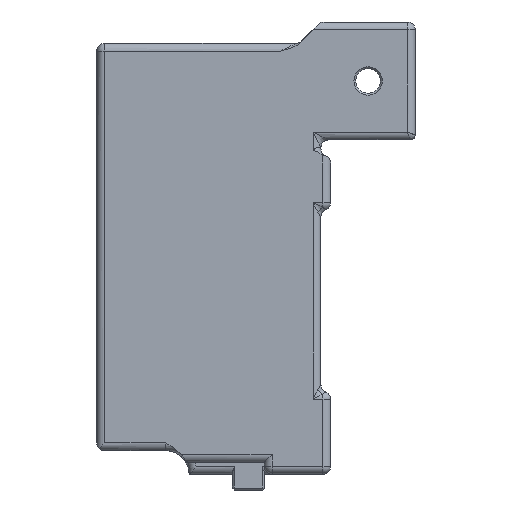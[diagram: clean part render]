
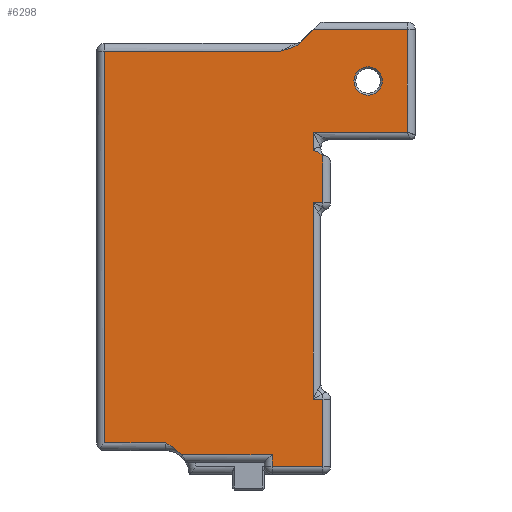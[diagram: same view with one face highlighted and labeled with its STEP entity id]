
A CAD part, left-side view. The second image highlights one B-rep face of the part: STEP entity #6298.
In plain terms, the highlighted planar face has unit normal (-1, 0, 0).
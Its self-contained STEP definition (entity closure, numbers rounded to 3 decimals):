
#185=B_SPLINE_CURVE_WITH_KNOTS('',3,(#8780,#8781,#8782,#8783,#8784,#8785,
#8786,#8787,#8788,#8789,#8790,#8791),.UNSPECIFIED.,.F.,.F.,(4,2,2,2,2,4),
(-0.305,-0.304,-0.234,-0.155,
-0.077,0.),.UNSPECIFIED.);
#337=B_SPLINE_CURVE_WITH_KNOTS('',3,(#11625,#11626,#11627,#11628,#11629,
#11630,#11631,#11632,#11633,#11634,#11635,#11636),.UNSPECIFIED.,.F.,.F.,
(4,2,2,2,2,4),(-0.437,-0.436,-0.409,
-0.221,-0.043,0.),.UNSPECIFIED.);
#354=B_SPLINE_CURVE_WITH_KNOTS('',3,(#12428,#12429,#12430,#12431,#12432,
#12433),.UNSPECIFIED.,.F.,.F.,(4,2,4),(3.265,3.463,
3.744),.UNSPECIFIED.);
#495=FACE_BOUND('',#1410,.T.);
#607=CIRCLE('',#6662,3.6);
#1022=FACE_OUTER_BOUND('',#1409,.T.);
#1409=EDGE_LOOP('',(#5614,#5615,#5616,#5617,#5618,#5619,#5620,#5621,#5622,
#5623,#5624,#5625,#5626,#5627,#5628,#5629,#5630,#5631,#5632));
#1410=EDGE_LOOP('',(#5633));
#1519=LINE('',#8551,#2043);
#1521=LINE('',#8568,#2045);
#1532=LINE('',#8626,#2056);
#1541=LINE('',#8664,#2065);
#1546=LINE('',#8932,#2070);
#1553=LINE('',#9064,#2077);
#1585=LINE('',#9244,#2109);
#1589=LINE('',#9270,#2113);
#1847=LINE('',#11289,#2371);
#1859=LINE('',#11348,#2383);
#1863=LINE('',#11374,#2387);
#1871=LINE('',#11422,#2395);
#1902=LINE('',#11583,#2426);
#1946=LINE('',#12438,#2470);
#1952=LINE('',#12505,#2476);
#1953=LINE('',#12507,#2477);
#2043=VECTOR('',#6990,10.);
#2045=VECTOR('',#7004,10.);
#2056=VECTOR('',#7051,10.);
#2065=VECTOR('',#7094,10.);
#2070=VECTOR('',#7131,10.);
#2077=VECTOR('',#7166,10.);
#2109=VECTOR('',#7272,10.);
#2113=VECTOR('',#7288,10.);
#2371=VECTOR('',#7774,10.);
#2383=VECTOR('',#7830,10.);
#2387=VECTOR('',#7862,10.);
#2395=VECTOR('',#7898,10.);
#2426=VECTOR('',#8027,10.);
#2470=VECTOR('',#8227,10.);
#2476=VECTOR('',#8251,10.);
#2477=VECTOR('',#8254,10.);
#2563=VERTEX_POINT('',#8547);
#2565=VERTEX_POINT('',#8550);
#2567=VERTEX_POINT('',#8562);
#2569=VERTEX_POINT('',#8566);
#2586=VERTEX_POINT('',#8624);
#2587=VERTEX_POINT('',#8625);
#2591=VERTEX_POINT('',#8660);
#2593=VERTEX_POINT('',#8663);
#2602=VERTEX_POINT('',#8930);
#2640=VERTEX_POINT('',#9242);
#2644=VERTEX_POINT('',#9266);
#2646=VERTEX_POINT('',#9269);
#2930=VERTEX_POINT('',#11346);
#2937=VERTEX_POINT('',#11372);
#2938=VERTEX_POINT('',#11373);
#2951=VERTEX_POINT('',#11467);
#2986=VERTEX_POINT('',#11581);
#3032=VERTEX_POINT('',#12419);
#3033=VERTEX_POINT('',#12436);
#3037=VERTEX_POINT('',#12503);
#3146=EDGE_CURVE('',#2563,#2565,#1519,.T.);
#3153=EDGE_CURVE('',#2569,#2567,#1521,.T.);
#3176=EDGE_CURVE('',#2586,#2587,#1532,.F.);
#3191=EDGE_CURVE('',#2591,#2593,#1541,.T.);
#3195=EDGE_CURVE('',#2593,#2586,#185,.T.);
#3211=EDGE_CURVE('',#2587,#2602,#1546,.T.);
#3231=EDGE_CURVE('',#2602,#2563,#1553,.T.);
#3281=EDGE_CURVE('',#2565,#2640,#1585,.T.);
#3289=EDGE_CURVE('',#2644,#2646,#1589,.T.);
#3708=EDGE_CURVE('',#2646,#2569,#1847,.T.);
#3735=EDGE_CURVE('',#2930,#2591,#1859,.T.);
#3747=EDGE_CURVE('',#2937,#2938,#1863,.T.);
#3765=EDGE_CURVE('',#2938,#2930,#1871,.T.);
#3774=EDGE_CURVE('',#2951,#2951,#607,.T.);
#3827=EDGE_CURVE('',#2986,#2937,#1902,.T.);
#3834=EDGE_CURVE('',#2567,#2986,#337,.T.);
#3929=EDGE_CURVE('',#2644,#3032,#354,.F.);
#3932=EDGE_CURVE('',#3033,#3032,#1946,.T.);
#3944=EDGE_CURVE('',#2640,#3037,#1952,.T.);
#3945=EDGE_CURVE('',#3037,#3033,#1953,.T.);
#5614=ORIENTED_EDGE('',*,*,#3932,.F.);
#5615=ORIENTED_EDGE('',*,*,#3945,.F.);
#5616=ORIENTED_EDGE('',*,*,#3944,.F.);
#5617=ORIENTED_EDGE('',*,*,#3281,.F.);
#5618=ORIENTED_EDGE('',*,*,#3146,.F.);
#5619=ORIENTED_EDGE('',*,*,#3231,.F.);
#5620=ORIENTED_EDGE('',*,*,#3211,.F.);
#5621=ORIENTED_EDGE('',*,*,#3176,.F.);
#5622=ORIENTED_EDGE('',*,*,#3195,.F.);
#5623=ORIENTED_EDGE('',*,*,#3191,.F.);
#5624=ORIENTED_EDGE('',*,*,#3735,.F.);
#5625=ORIENTED_EDGE('',*,*,#3765,.F.);
#5626=ORIENTED_EDGE('',*,*,#3747,.F.);
#5627=ORIENTED_EDGE('',*,*,#3827,.F.);
#5628=ORIENTED_EDGE('',*,*,#3834,.F.);
#5629=ORIENTED_EDGE('',*,*,#3153,.F.);
#5630=ORIENTED_EDGE('',*,*,#3708,.F.);
#5631=ORIENTED_EDGE('',*,*,#3289,.F.);
#5632=ORIENTED_EDGE('',*,*,#3929,.T.);
#5633=ORIENTED_EDGE('',*,*,#3774,.F.);
#5934=PLANE('',#6789);
#6298=ADVANCED_FACE('',(#1022,#495),#5934,.F.);
#6662=AXIS2_PLACEMENT_3D('',#11469,#7920,#7921);
#6789=AXIS2_PLACEMENT_3D('',#12506,#8252,#8253);
#6990=DIRECTION('',(0.,-1.,0.));
#7004=DIRECTION('',(0.,-1.,0.));
#7051=DIRECTION('',(0.,0.,1.));
#7094=DIRECTION('',(0.,0.,-1.));
#7131=DIRECTION('',(0.,1.,0.));
#7166=DIRECTION('',(0.,0.,-1.));
#7272=DIRECTION('',(0.,0.,-1.));
#7288=DIRECTION('',(0.,1.,0.));
#7774=DIRECTION('',(0.,0.,1.));
#7830=DIRECTION('',(0.,1.,0.));
#7862=DIRECTION('',(0.,-1.,0.));
#7898=DIRECTION('',(0.,0.,-1.));
#7920=DIRECTION('center_axis',(-1.,0.,0.));
#7921=DIRECTION('ref_axis',(0.,0.,-1.));
#8027=DIRECTION('',(0.,-0.707,0.707));
#8227=DIRECTION('',(0.,1.,0.));
#8251=DIRECTION('',(0.,1.,0.));
#8252=DIRECTION('center_axis',(1.,0.,0.));
#8253=DIRECTION('ref_axis',(0.,0.,-1.));
#8254=DIRECTION('',(0.,0.,1.));
#8547=CARTESIAN_POINT('',(0.,2.,12.5));
#8550=CARTESIAN_POINT('',(0.,-0.5,12.5));
#8551=CARTESIAN_POINT('',(0.,13.625,12.5));
#8562=CARTESIAN_POINT('',(0.,10.228,101.));
#8566=CARTESIAN_POINT('',(0.,55.,101.));
#8568=CARTESIAN_POINT('',(0.,42.125,101.));
#8624=CARTESIAN_POINT('',(0.,-0.5,74.605));
#8625=CARTESIAN_POINT('',(0.,-0.5,62.5));
#8626=CARTESIAN_POINT('',(0.,-0.5,61.35));
#8660=CARTESIAN_POINT('',(0.,2.,80.4));
#8663=CARTESIAN_POINT('',(0.,2.,75.622));
#8664=CARTESIAN_POINT('',(0.,2.,70.85));
#8780=CARTESIAN_POINT('Ctrl Pts',(0.,2.,
75.622));
#8781=CARTESIAN_POINT('Ctrl Pts',(0.,1.998,
75.623));
#8782=CARTESIAN_POINT('Ctrl Pts',(0.,1.995,
75.623));
#8783=CARTESIAN_POINT('Ctrl Pts',(0.,1.693,
75.651));
#8784=CARTESIAN_POINT('Ctrl Pts',(0.,1.463,
75.609));
#8785=CARTESIAN_POINT('Ctrl Pts',(0.,1.149,75.527));
#8786=CARTESIAN_POINT('Ctrl Pts',(0.,0.983,
75.461));
#8787=CARTESIAN_POINT('Ctrl Pts',(0.,0.582,
75.236));
#8788=CARTESIAN_POINT('Ctrl Pts',(0.,0.398,
75.106));
#8789=CARTESIAN_POINT('Ctrl Pts',(0.,-0.044,
74.83));
#8790=CARTESIAN_POINT('Ctrl Pts',(0.,-0.265,
74.706));
#8791=CARTESIAN_POINT('Ctrl Pts',(0.,-0.5,
74.605));
#8930=CARTESIAN_POINT('',(0.,2.,62.5));
#8932=CARTESIAN_POINT('',(0.,12.375,62.5));
#9064=CARTESIAN_POINT('',(0.,2.,54.35));
#9242=CARTESIAN_POINT('',(0.,-0.5,-4.6));
#9244=CARTESIAN_POINT('',(0.,-0.5,31.35));
#9266=CARTESIAN_POINT('',(0.,39.5,1.4));
#9269=CARTESIAN_POINT('',(0.,55.,1.4));
#9270=CARTESIAN_POINT('',(0.,15.375,1.4));
#11289=CARTESIAN_POINT('',(0.,55.,23.8));
#11346=CARTESIAN_POINT('',(0.,-22.,80.4));
#11348=CARTESIAN_POINT('',(0.,1.625,80.4));
#11372=CARTESIAN_POINT('',(0.,2.,106.4));
#11373=CARTESIAN_POINT('',(0.,-22.,106.4));
#11374=CARTESIAN_POINT('',(0.,13.625,106.4));
#11422=CARTESIAN_POINT('',(0.,-22.,78.3));
#11467=CARTESIAN_POINT('',(0.,-12.,97.));
#11469=CARTESIAN_POINT('Origin',(0.,-12.,93.4));
#11581=CARTESIAN_POINT('',(0.,5.35,103.05));
#11583=CARTESIAN_POINT('',(0.,23.213,85.188));
#11625=CARTESIAN_POINT('Ctrl Pts',(0.,10.228,
101.));
#11626=CARTESIAN_POINT('Ctrl Pts',(0.,10.224,
101.001));
#11627=CARTESIAN_POINT('Ctrl Pts',(0.,10.221,
101.002));
#11628=CARTESIAN_POINT('Ctrl Pts',(0.,10.105,
101.033));
#11629=CARTESIAN_POINT('Ctrl Pts',(0.,9.992,
101.063));
#11630=CARTESIAN_POINT('Ctrl Pts',(0.,9.086,
101.306));
#11631=CARTESIAN_POINT('Ctrl Pts',(0.,8.227,
101.543));
#11632=CARTESIAN_POINT('Ctrl Pts',(0.,6.721,
102.104));
#11633=CARTESIAN_POINT('Ctrl Pts',(0.,6.138,102.397));
#11634=CARTESIAN_POINT('Ctrl Pts',(0.,5.559,102.854));
#11635=CARTESIAN_POINT('Ctrl Pts',(0.,5.452,
102.948));
#11636=CARTESIAN_POINT('Ctrl Pts',(0.,5.351,
103.049));
#12419=CARTESIAN_POINT('',(0.,35.415,-1.6));
#12428=CARTESIAN_POINT('Ctrl Pts',(0.,35.415,
-1.6));
#12429=CARTESIAN_POINT('Ctrl Pts',(0.,35.871,
-1.09));
#12430=CARTESIAN_POINT('Ctrl Pts',(0.,36.406,
-0.617));
#12431=CARTESIAN_POINT('Ctrl Pts',(0.,37.795,
0.417));
#12432=CARTESIAN_POINT('Ctrl Pts',(0.,38.689,0.932));
#12433=CARTESIAN_POINT('Ctrl Pts',(0.,39.5,1.4));
#12436=CARTESIAN_POINT('',(0.,12.4,-1.6));
#12438=CARTESIAN_POINT('',(0.,42.125,-1.6));
#12503=CARTESIAN_POINT('',(0.,12.4,-4.6));
#12505=CARTESIAN_POINT('',(0.,12.375,-4.6));
#12506=CARTESIAN_POINT('Origin',(0.,27.25,48.2));
#12507=CARTESIAN_POINT('',(0.,12.4,20.55));
